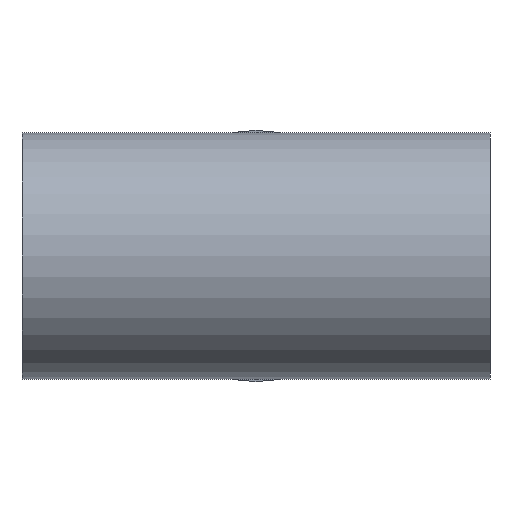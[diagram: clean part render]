
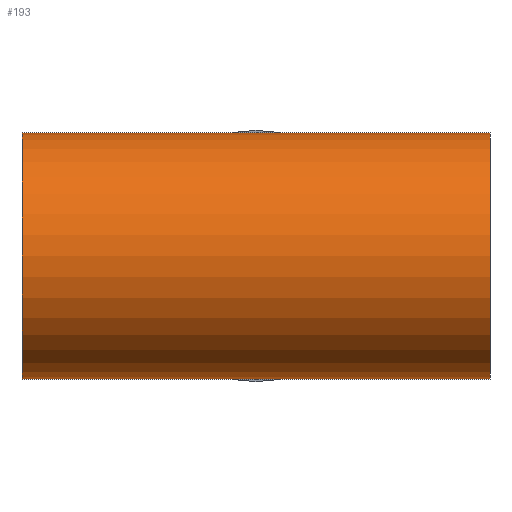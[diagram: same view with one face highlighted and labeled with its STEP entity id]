
A CAD part, front view. The second image highlights one B-rep face of the part: STEP entity #193.
In plain terms, the highlighted cylindrical face has radius 25 mm (diameter 50 mm), a full revolution.
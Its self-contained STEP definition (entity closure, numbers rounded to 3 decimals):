
#12=ELLIPSE($,#223,35.355,25.);
#13=ELLIPSE($,#224,35.355,25.);
#22=CYLINDRICAL_SURFACE($,#225,25.);
#41=FACE_BOUND($,#80,.T.);
#42=FACE_BOUND($,#81,.T.);
#43=FACE_BOUND($,#82,.T.);
#80=EDGE_LOOP($,(#161,#162));
#81=EDGE_LOOP($,(#163));
#82=EDGE_LOOP($,(#164));
#99=CIRCLE($,#226,25.);
#100=CIRCLE($,#227,25.);
#114=VERTEX_POINT($,#552);
#115=VERTEX_POINT($,#553);
#116=VERTEX_POINT($,#557);
#117=VERTEX_POINT($,#559);
#131=EDGE_CURVE($,#114,#115,#12,.T.);
#132=EDGE_CURVE($,#115,#114,#13,.T.);
#133=EDGE_CURVE($,#116,#116,#99,.T.);
#134=EDGE_CURVE($,#117,#117,#100,.T.);
#161=ORIENTED_EDGE($,*,*,#132,.T.);
#162=ORIENTED_EDGE($,*,*,#131,.T.);
#163=ORIENTED_EDGE($,*,*,#133,.F.);
#164=ORIENTED_EDGE($,*,*,#134,.F.);
#193=ADVANCED_FACE($,(#41,#42,#43),#22,.T.);
#223=AXIS2_PLACEMENT_3D($,#554,#280,#281);
#224=AXIS2_PLACEMENT_3D($,#555,#282,#283);
#225=AXIS2_PLACEMENT_3D($,#556,#284,#285);
#226=AXIS2_PLACEMENT_3D($,#558,#286,#287);
#227=AXIS2_PLACEMENT_3D($,#560,#288,#289);
#280=DIRECTION('center_axis',(-0.707,-0.707,0.));
#281=DIRECTION('ref_axis',(0.707,-0.707,0.));
#282=DIRECTION('center_axis',(0.707,-0.707,0.));
#283=DIRECTION('ref_axis',(0.707,0.707,0.));
#284=DIRECTION('center_axis',(1.,0.,0.));
#285=DIRECTION('ref_axis',(0.,-1.,0.));
#286=DIRECTION('center_axis',(1.,0.,0.));
#287=DIRECTION('ref_axis',(0.,-1.,0.));
#288=DIRECTION('center_axis',(-1.,0.,0.));
#289=DIRECTION('ref_axis',(0.,-1.,0.));
#552=CARTESIAN_POINT('',(47.5,0.,25.));
#553=CARTESIAN_POINT('',(47.5,0.,-25.));
#554=CARTESIAN_POINT('Origin',(47.5,0.,0.));
#555=CARTESIAN_POINT('Origin',(47.5,0.,0.));
#556=CARTESIAN_POINT('Origin',(0.,0.,0.));
#557=CARTESIAN_POINT('',(95.,25.,0.));
#558=CARTESIAN_POINT('Origin',(95.,0.,0.));
#559=CARTESIAN_POINT('',(0.,25.,0.));
#560=CARTESIAN_POINT('Origin',(0.,0.,0.));
